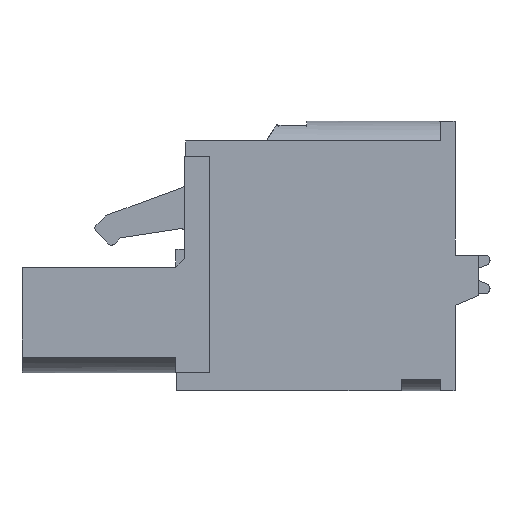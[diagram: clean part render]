
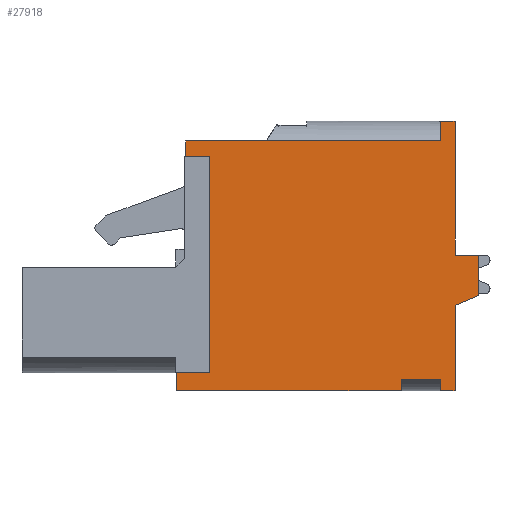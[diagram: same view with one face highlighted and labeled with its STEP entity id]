
A CAD part, left-side view. The second image highlights one B-rep face of the part: STEP entity #27918.
In plain terms, the highlighted planar face has unit normal (-1, 0, 0).
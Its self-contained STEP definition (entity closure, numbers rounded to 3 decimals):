
#2574=ORIENTED_EDGE('',*,*,#10561,.T.);
#2575=ORIENTED_EDGE('',*,*,#9237,.T.);
#2576=ORIENTED_EDGE('',*,*,#9911,.T.);
#2577=ORIENTED_EDGE('',*,*,#9660,.T.);
#2578=ORIENTED_EDGE('',*,*,#10562,.T.);
#2579=ORIENTED_EDGE('',*,*,#9566,.T.);
#2580=ORIENTED_EDGE('',*,*,#9853,.F.);
#2581=ORIENTED_EDGE('',*,*,#9750,.F.);
#2582=ORIENTED_EDGE('',*,*,#10563,.T.);
#2583=ORIENTED_EDGE('',*,*,#10545,.T.);
#2584=ORIENTED_EDGE('',*,*,#10564,.T.);
#2585=ORIENTED_EDGE('',*,*,#10565,.F.);
#2586=ORIENTED_EDGE('',*,*,#9348,.T.);
#2587=ORIENTED_EDGE('',*,*,#10566,.T.);
#2588=ORIENTED_EDGE('',*,*,#10567,.T.);
#2589=ORIENTED_EDGE('',*,*,#10568,.F.);
#2590=ORIENTED_EDGE('',*,*,#10569,.F.);
#2591=ORIENTED_EDGE('',*,*,#9804,.T.);
#9237=EDGE_CURVE('',#13387,#13386,#16116,.T.);
#9348=EDGE_CURVE('',#13498,#13497,#16227,.T.);
#9566=EDGE_CURVE('',#13716,#13715,#16403,.T.);
#9660=EDGE_CURVE('',#13810,#13809,#16497,.T.);
#9750=EDGE_CURVE('',#13898,#13899,#16587,.T.);
#9804=EDGE_CURVE('',#13953,#13952,#16641,.T.);
#9853=EDGE_CURVE('',#13899,#13715,#16675,.T.);
#9911=EDGE_CURVE('',#13386,#13810,#16733,.T.);
#10545=EDGE_CURVE('',#14428,#14427,#17206,.T.);
#10561=EDGE_CURVE('',#13952,#13387,#17212,.T.);
#10562=EDGE_CURVE('',#13809,#13716,#17213,.T.);
#10563=EDGE_CURVE('',#13898,#14428,#17214,.T.);
#10564=EDGE_CURVE('',#14427,#14436,#17215,.T.);
#10565=EDGE_CURVE('',#13498,#14436,#17216,.T.);
#10566=EDGE_CURVE('',#13497,#14437,#17217,.T.);
#10567=EDGE_CURVE('',#14437,#14438,#17218,.T.);
#10568=EDGE_CURVE('',#14439,#14438,#17219,.T.);
#10569=EDGE_CURVE('',#13953,#14439,#17220,.T.);
#13386=VERTEX_POINT('',#38763);
#13387=VERTEX_POINT('',#38765);
#13497=VERTEX_POINT('',#38986);
#13498=VERTEX_POINT('',#38988);
#13715=VERTEX_POINT('',#39434);
#13716=VERTEX_POINT('',#39436);
#13809=VERTEX_POINT('',#39623);
#13810=VERTEX_POINT('',#39625);
#13898=VERTEX_POINT('',#39803);
#13899=VERTEX_POINT('',#39805);
#13952=VERTEX_POINT('',#39912);
#13953=VERTEX_POINT('',#39914);
#14427=VERTEX_POINT('',#41382);
#14428=VERTEX_POINT('',#41384);
#14436=VERTEX_POINT('',#41416);
#14437=VERTEX_POINT('',#41419);
#14438=VERTEX_POINT('',#41421);
#14439=VERTEX_POINT('',#41423);
#16116=LINE('',#38764,#19727);
#16227=LINE('',#38987,#19838);
#16403=LINE('',#39435,#20014);
#16497=LINE('',#39624,#20108);
#16587=LINE('',#39804,#20198);
#16641=LINE('',#39913,#20252);
#16675=LINE('',#40010,#20286);
#16733=LINE('',#40107,#20344);
#17206=LINE('',#41383,#20817);
#17212=LINE('',#41412,#20823);
#17213=LINE('',#41413,#20824);
#17214=LINE('',#41414,#20825);
#17215=LINE('',#41415,#20826);
#17216=LINE('',#41417,#20827);
#17217=LINE('',#41418,#20828);
#17218=LINE('',#41420,#20829);
#17219=LINE('',#41422,#20830);
#17220=LINE('',#41424,#20831);
#19727=VECTOR('',#31190,1000.);
#19838=VECTOR('',#31303,1000.);
#20014=VECTOR('',#31587,1000.);
#20108=VECTOR('',#31683,1000.);
#20198=VECTOR('',#31775,1000.);
#20252=VECTOR('',#31831,1000.);
#20286=VECTOR('',#31915,1000.);
#20344=VECTOR('',#31975,1000.);
#20817=VECTOR('',#33112,1000.);
#20823=VECTOR('',#33148,1000.);
#20824=VECTOR('',#33149,1000.);
#20825=VECTOR('',#33150,1000.);
#20826=VECTOR('',#33151,1000.);
#20827=VECTOR('',#33152,1000.);
#20828=VECTOR('',#33153,1000.);
#20829=VECTOR('',#33154,1000.);
#20830=VECTOR('',#33155,1000.);
#20831=VECTOR('',#33156,1000.);
#23568=EDGE_LOOP('',(#2574,#2575,#2576,#2577,#2578,#2579,#2580,#2581,#2582,
#2583,#2584,#2585,#2586,#2587,#2588,#2589,#2590,#2591));
#25159=FACE_BOUND('',#23568,.T.);
#26664=PLANE('',#29611);
#27918=ADVANCED_FACE('',(#25159),#26664,.T.);
#29611=AXIS2_PLACEMENT_3D('',#41411,#33146,#33147);
#31190=DIRECTION('',(0.,1.,0.));
#31303=DIRECTION('',(0.,0.,1.));
#31587=DIRECTION('',(0.,1.,0.));
#31683=DIRECTION('',(0.,-1.,0.));
#31775=DIRECTION('',(0.,1.,0.));
#31831=DIRECTION('',(0.,1.,0.));
#31915=DIRECTION('',(0.,0.,1.));
#31975=DIRECTION('',(0.,0.,-1.));
#33112=DIRECTION('',(0.,-1.,0.));
#33146=DIRECTION('',(-1.,0.,0.));
#33147=DIRECTION('',(0.,0.,1.));
#33148=DIRECTION('',(0.,0.,-1.));
#33149=DIRECTION('',(0.,0.,-1.));
#33150=DIRECTION('',(0.,0.,1.));
#33151=DIRECTION('',(0.,0.,-1.));
#33152=DIRECTION('',(0.,1.,0.));
#33153=DIRECTION('',(0.,-0.921,0.39));
#33154=DIRECTION('',(0.,0.,1.));
#33155=DIRECTION('',(0.,-1.,0.));
#33156=DIRECTION('',(0.,0.,-1.));
#38763=CARTESIAN_POINT('',(-25.4,7.9,6.4));
#38764=CARTESIAN_POINT('',(-25.4,3.4,6.4));
#38765=CARTESIAN_POINT('',(-25.4,-6.3,6.4));
#38986=CARTESIAN_POINT('',(-25.4,-7.1,-2.75));
#38987=CARTESIAN_POINT('',(-25.4,-7.1,-7.5));
#38988=CARTESIAN_POINT('',(-25.4,-7.1,-7.5));
#39434=CARTESIAN_POINT('',(-25.4,8.4,-6.5));
#39435=CARTESIAN_POINT('',(-25.4,8.4,-6.5));
#39436=CARTESIAN_POINT('',(-25.4,6.57,-6.5));
#39623=CARTESIAN_POINT('',(-25.4,6.57,5.55));
#39624=CARTESIAN_POINT('',(-25.4,7.9,5.55));
#39625=CARTESIAN_POINT('',(-25.4,7.9,5.55));
#39803=CARTESIAN_POINT('',(-25.4,-4.1,-7.5));
#39804=CARTESIAN_POINT('',(-25.4,-8.4,-7.5));
#39805=CARTESIAN_POINT('',(-25.4,8.4,-7.5));
#39912=CARTESIAN_POINT('',(-25.4,-6.3,7.5));
#39913=CARTESIAN_POINT('',(-25.4,-8.4,7.5));
#39914=CARTESIAN_POINT('',(-25.4,-7.1,7.5));
#40010=CARTESIAN_POINT('',(-25.4,8.4,-7.5));
#40107=CARTESIAN_POINT('',(-25.4,7.9,6.4));
#41382=CARTESIAN_POINT('',(-25.4,-6.3,-6.9));
#41383=CARTESIAN_POINT('',(-25.4,-4.1,-6.9));
#41384=CARTESIAN_POINT('',(-25.4,-4.1,-6.9));
#41411=CARTESIAN_POINT('',(-25.4,-8.4,-7.5));
#41412=CARTESIAN_POINT('',(-25.4,-6.3,7.701));
#41413=CARTESIAN_POINT('',(-25.4,6.57,5.55));
#41414=CARTESIAN_POINT('',(-25.4,-4.1,-7.5));
#41415=CARTESIAN_POINT('',(-25.4,-6.3,-6.9));
#41416=CARTESIAN_POINT('',(-25.4,-6.3,-7.5));
#41417=CARTESIAN_POINT('',(-25.4,-8.4,-7.5));
#41418=CARTESIAN_POINT('',(-25.4,-7.1,-2.75));
#41419=CARTESIAN_POINT('',(-25.4,-8.4,-2.2));
#41420=CARTESIAN_POINT('',(-25.4,-8.4,-7.5));
#41421=CARTESIAN_POINT('',(-25.4,-8.4,0.05));
#41422=CARTESIAN_POINT('',(-25.4,-8.4,0.05));
#41423=CARTESIAN_POINT('',(-25.4,-7.1,0.05));
#41424=CARTESIAN_POINT('',(-25.4,-7.1,7.5));
